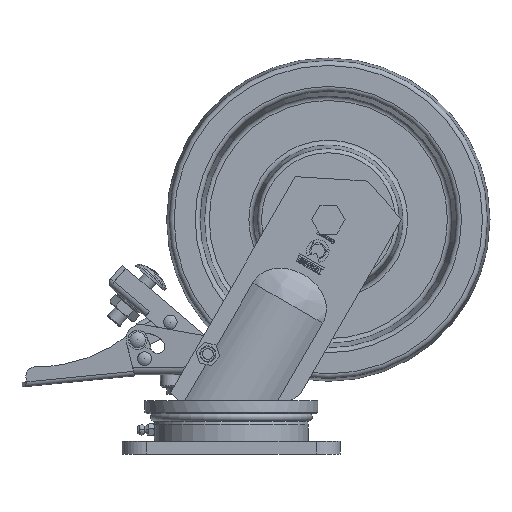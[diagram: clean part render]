
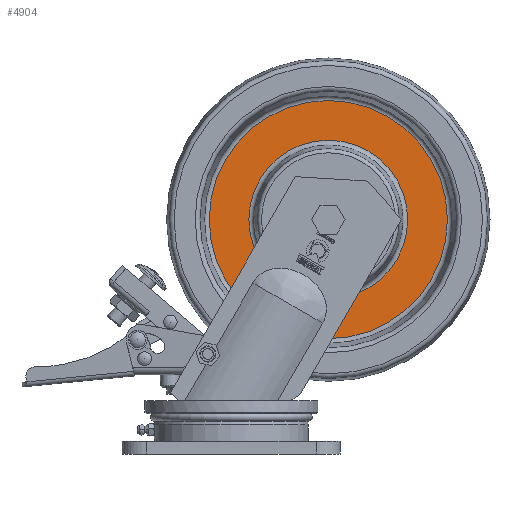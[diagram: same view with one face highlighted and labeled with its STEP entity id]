
A CAD part, left-side view. The second image highlights one B-rep face of the part: STEP entity #4904.
In plain terms, the highlighted planar face has unit normal (-1, 0, 0).
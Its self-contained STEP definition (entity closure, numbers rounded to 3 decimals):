
#4904=ADVANCED_FACE('',(#6730,#6305),#5455,.T.);
#5455=PLANE('',#18511);
#6305=FACE_OUTER_BOUND('',#7984,.T.);
#6730=FACE_BOUND('',#7983,.T.);
#7983=EDGE_LOOP('',(#12646));
#7984=EDGE_LOOP('',(#12647));
#12646=ORIENTED_EDGE('',*,*,#16839,.F.);
#12647=ORIENTED_EDGE('',*,*,#16840,.F.);
#14473=VERTEX_POINT('',#33796);
#14474=VERTEX_POINT('',#33798);
#16839=EDGE_CURVE('',#14473,#14473,#17293,.T.);
#16840=EDGE_CURVE('',#14474,#14474,#17294,.T.);
#17293=CIRCLE('',#18509,49.102);
#17294=CIRCLE('',#18510,73.658);
#18509=AXIS2_PLACEMENT_3D('',#33795,#22058,#22059);
#18510=AXIS2_PLACEMENT_3D('',#33797,#22060,#22061);
#18511=AXIS2_PLACEMENT_3D('',#33799,#22062,#22063);
#22058=DIRECTION('',(-1.,0.,0.));
#22059=DIRECTION('',(0.,0.,-1.));
#22060=DIRECTION('',(1.,0.,0.));
#22061=DIRECTION('',(0.,0.,-1.));
#22062=DIRECTION('',(-1.,0.,0.));
#22063=DIRECTION('',(0.,0.,-1.));
#33795=CARTESIAN_POINT('',(-9.,0.,0.));
#33796=CARTESIAN_POINT('',(-9.,0.,-49.102));
#33797=CARTESIAN_POINT('',(-9.,0.,0.));
#33798=CARTESIAN_POINT('',(-9.,0.,-73.658));
#33799=CARTESIAN_POINT('',(-9.,76.,0.));
